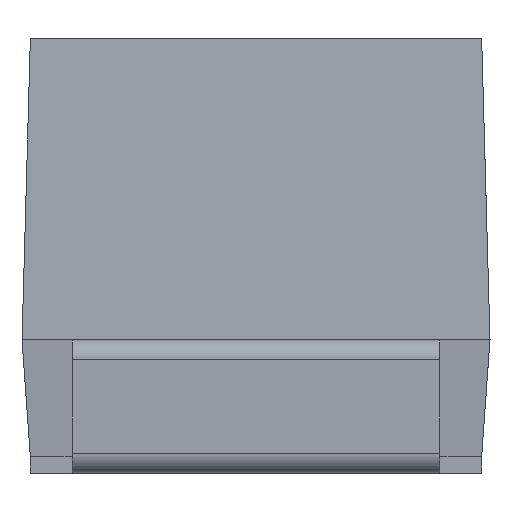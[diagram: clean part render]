
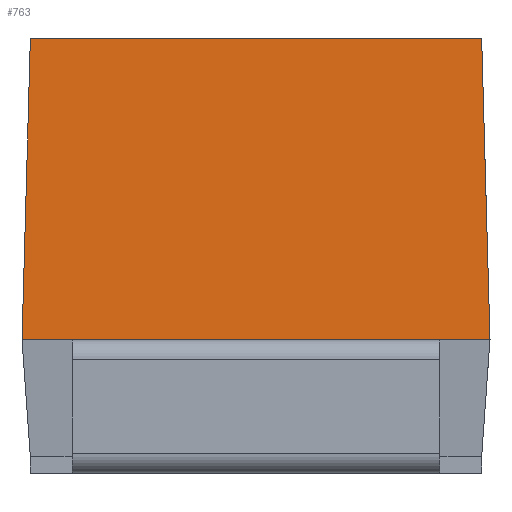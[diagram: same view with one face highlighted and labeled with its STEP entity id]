
A CAD part, left-side view. The second image highlights one B-rep face of the part: STEP entity #763.
In plain terms, the highlighted free-form (B-spline) face has degree [1, 1] with [2, 2] control points.
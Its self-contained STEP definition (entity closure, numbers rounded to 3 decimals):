
#56 = VERTEX_POINT('',#57);
#57 = CARTESIAN_POINT('',(-1.6,1.1,0.));
#318 = VERTEX_POINT('',#319);
#319 = CARTESIAN_POINT('',(-1.6,-1.1,0.));
#327 = EDGE_CURVE('',#318,#56,#328,.T.);
#328 = LINE('',#329,#330);
#329 = CARTESIAN_POINT('',(-1.6,-1.4,0.));
#330 = VECTOR('',#331,1.);
#331 = DIRECTION('',(0.,1.,0.));
#378 = VERTEX_POINT('',#379);
#379 = CARTESIAN_POINT('',(-1.6,-1.4,0.));
#452 = VERTEX_POINT('',#453);
#453 = CARTESIAN_POINT('',(-1.6,1.4,0.));
#496 = EDGE_CURVE('',#378,#318,#497,.T.);
#497 = LINE('',#498,#499);
#498 = CARTESIAN_POINT('',(-1.6,-1.4,0.));
#499 = VECTOR('',#500,1.);
#500 = DIRECTION('',(0.,1.,0.));
#507 = EDGE_CURVE('',#56,#452,#508,.T.);
#508 = LINE('',#509,#510);
#509 = CARTESIAN_POINT('',(-1.6,-1.4,0.));
#510 = VECTOR('',#511,1.);
#511 = DIRECTION('',(0.,1.,0.));
#535 = VERTEX_POINT('',#536);
#536 = CARTESIAN_POINT('',(-1.55,-1.35,1.8));
#542 = EDGE_CURVE('',#535,#378,#543,.T.);
#543 = B_SPLINE_CURVE_WITH_KNOTS('',1,(#544,#545),.UNSPECIFIED.,.F.,.F.,
  (2,2),(0.,1.),.PIECEWISE_BEZIER_KNOTS.);
#544 = CARTESIAN_POINT('',(-1.55,-1.35,1.8));
#545 = CARTESIAN_POINT('',(-1.6,-1.4,0.));
#739 = VERTEX_POINT('',#740);
#740 = CARTESIAN_POINT('',(-1.55,1.35,1.8));
#754 = EDGE_CURVE('',#739,#452,#755,.T.);
#755 = B_SPLINE_CURVE_WITH_KNOTS('',1,(#756,#757),.UNSPECIFIED.,.F.,.F.,
  (2,2),(0.,1.),.PIECEWISE_BEZIER_KNOTS.);
#756 = CARTESIAN_POINT('',(-1.55,1.35,1.8));
#757 = CARTESIAN_POINT('',(-1.6,1.4,0.));
#763 = ADVANCED_FACE('',(#764),#777,.T.);
#764 = FACE_BOUND('',#765,.T.);
#765 = EDGE_LOOP('',(#766,#772,#773,#774,#775,#776));
#766 = ORIENTED_EDGE('',*,*,#767,.T.);
#767 = EDGE_CURVE('',#535,#739,#768,.T.);
#768 = LINE('',#769,#770);
#769 = CARTESIAN_POINT('',(-1.55,-1.35,1.8));
#770 = VECTOR('',#771,1.);
#771 = DIRECTION('',(0.,1.,0.));
#772 = ORIENTED_EDGE('',*,*,#754,.T.);
#773 = ORIENTED_EDGE('',*,*,#507,.F.);
#774 = ORIENTED_EDGE('',*,*,#327,.F.);
#775 = ORIENTED_EDGE('',*,*,#496,.F.);
#776 = ORIENTED_EDGE('',*,*,#542,.F.);
#777 = B_SPLINE_SURFACE_WITH_KNOTS('',1,1,(
    (#778,#779)
    ,(#780,#781
  )),.UNSPECIFIED.,.F.,.F.,.F.,(2,2),(2,2),(0.,2.8),(0.,1.),
  .PIECEWISE_BEZIER_KNOTS.);
#778 = CARTESIAN_POINT('',(-1.55,-1.35,1.8));
#779 = CARTESIAN_POINT('',(-1.6,-1.4,0.));
#780 = CARTESIAN_POINT('',(-1.55,1.35,1.8));
#781 = CARTESIAN_POINT('',(-1.6,1.4,0.));
